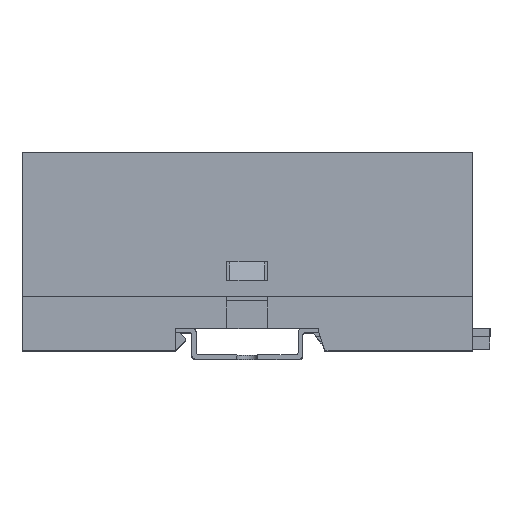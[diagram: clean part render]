
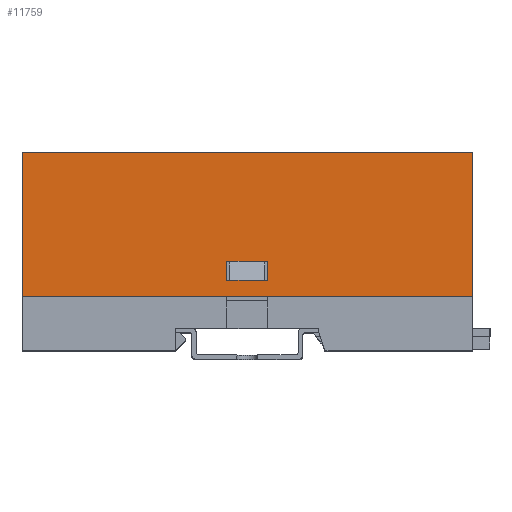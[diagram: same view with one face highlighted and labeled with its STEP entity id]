
A CAD part, top view. The second image highlights one B-rep face of the part: STEP entity #11759.
In plain terms, the highlighted face is planar.
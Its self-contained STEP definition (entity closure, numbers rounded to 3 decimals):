
#392 = VECTOR ( 'NONE', #423, 1000. ) ;
#414 = CARTESIAN_POINT ( 'NONE',  ( 5., 8.7, -35. ) ) ;
#423 = DIRECTION ( 'NONE',  ( 0., -1., 0. ) ) ;
#561 = CARTESIAN_POINT ( 'NONE',  ( -55., 35.3, -35. ) ) ;
#631 = CARTESIAN_POINT ( 'NONE',  ( 55., 35.3, -35. ) ) ;
#740 = LINE ( 'NONE', #631, #13080 ) ;
#1024 = VECTOR ( 'NONE', #1175, 1000. ) ;
#1131 = EDGE_LOOP ( 'NONE', ( #13249, #8232, #4069, #1241 ) ) ;
#1175 = DIRECTION ( 'NONE',  ( -1., 0., 0. ) ) ;
#1241 = ORIENTED_EDGE ( 'NONE', *, *, #4657, .T. ) ;
#1421 = EDGE_CURVE ( 'NONE', #7795, #11661, #10228, .T. ) ;
#1503 = VERTEX_POINT ( 'NONE', #1704 ) ;
#1697 = CARTESIAN_POINT ( 'NONE',  ( 5., 4., -35. ) ) ;
#1704 = CARTESIAN_POINT ( 'NONE',  ( 5., 4., -35. ) ) ;
#2619 = VERTEX_POINT ( 'NONE', #9551 ) ;
#2821 = CARTESIAN_POINT ( 'NONE',  ( -5., 8.7, -35. ) ) ;
#2839 = LINE ( 'NONE', #10897, #12817 ) ;
#3241 = LINE ( 'NONE', #1697, #11494 ) ;
#3608 = CARTESIAN_POINT ( 'NONE',  ( 5., 4., -35. ) ) ;
#3965 = VECTOR ( 'NONE', #4199, 1000. ) ;
#4069 = ORIENTED_EDGE ( 'NONE', *, *, #1421, .F. ) ;
#4096 = LINE ( 'NONE', #8480, #7009 ) ;
#4199 = DIRECTION ( 'NONE',  ( -1., 0., 0. ) ) ;
#4298 = CARTESIAN_POINT ( 'NONE',  ( -55., 35.3, -35. ) ) ;
#4368 = CARTESIAN_POINT ( 'NONE',  ( -5., 4., -35. ) ) ;
#4395 = EDGE_CURVE ( 'NONE', #6052, #8493, #4096, .T. ) ;
#4657 = EDGE_CURVE ( 'NONE', #7795, #5263, #740, .T. ) ;
#4677 = FACE_OUTER_BOUND ( 'NONE', #1131, .T. ) ;
#5263 = VERTEX_POINT ( 'NONE', #12195 ) ;
#5655 = DIRECTION ( 'NONE',  ( 0., 0., 1. ) ) ;
#5840 = VECTOR ( 'NONE', #10779, 1000. ) ;
#5858 = DIRECTION ( 'NONE',  ( 0., 1., 0. ) ) ;
#6052 = VERTEX_POINT ( 'NONE', #2821 ) ;
#6474 = EDGE_CURVE ( 'NONE', #8493, #1503, #3241, .T. ) ;
#7009 = VECTOR ( 'NONE', #16091, 1000. ) ;
#7226 = EDGE_CURVE ( 'NONE', #7964, #6052, #2839, .T. ) ;
#7795 = VERTEX_POINT ( 'NONE', #8332 ) ;
#7964 = VERTEX_POINT ( 'NONE', #4368 ) ;
#8130 = PLANE ( 'NONE',  #16103 ) ;
#8232 = ORIENTED_EDGE ( 'NONE', *, *, #11133, .F. ) ;
#8332 = CARTESIAN_POINT ( 'NONE',  ( 55., 35.3, -35. ) ) ;
#8480 = CARTESIAN_POINT ( 'NONE',  ( 5., 8.7, -35. ) ) ;
#8493 = VERTEX_POINT ( 'NONE', #414 ) ;
#8503 = CARTESIAN_POINT ( 'NONE',  ( -55., 0., -35. ) ) ;
#9202 = LINE ( 'NONE', #8503, #5840 ) ;
#9323 = ORIENTED_EDGE ( 'NONE', *, *, #4395, .F. ) ;
#9551 = CARTESIAN_POINT ( 'NONE',  ( -55., 0., -35. ) ) ;
#9769 = FACE_BOUND ( 'NONE', #12652, .T. ) ;
#10228 = LINE ( 'NONE', #14242, #3965 ) ;
#10779 = DIRECTION ( 'NONE',  ( -1., 0., 0. ) ) ;
#10897 = CARTESIAN_POINT ( 'NONE',  ( -5., 4., -35. ) ) ;
#11133 = EDGE_CURVE ( 'NONE', #11661, #2619, #16087, .T. ) ;
#11494 = VECTOR ( 'NONE', #15587, 1000. ) ;
#11661 = VERTEX_POINT ( 'NONE', #15356 ) ;
#11759 = ADVANCED_FACE ( 'NONE', ( #9769, #4677 ), #8130, .F. ) ;
#11941 = EDGE_CURVE ( 'NONE', #5263, #2619, #9202, .T. ) ;
#12195 = CARTESIAN_POINT ( 'NONE',  ( 55., 0., -35. ) ) ;
#12651 = ORIENTED_EDGE ( 'NONE', *, *, #7226, .F. ) ;
#12652 = EDGE_LOOP ( 'NONE', ( #9323, #12651, #15890, #14593 ) ) ;
#12817 = VECTOR ( 'NONE', #5858, 1000. ) ;
#13080 = VECTOR ( 'NONE', #15629, 1000. ) ;
#13249 = ORIENTED_EDGE ( 'NONE', *, *, #11941, .T. ) ;
#14242 = CARTESIAN_POINT ( 'NONE',  ( -55., 35.3, -35. ) ) ;
#14318 = DIRECTION ( 'NONE',  ( 1., 0., 0. ) ) ;
#14593 = ORIENTED_EDGE ( 'NONE', *, *, #6474, .F. ) ;
#15313 = LINE ( 'NONE', #3608, #1024 ) ;
#15356 = CARTESIAN_POINT ( 'NONE',  ( -55., 35.3, -35. ) ) ;
#15587 = DIRECTION ( 'NONE',  ( 0., -1., 0. ) ) ;
#15629 = DIRECTION ( 'NONE',  ( 0., -1., 0. ) ) ;
#15890 = ORIENTED_EDGE ( 'NONE', *, *, #16081, .F. ) ;
#16081 = EDGE_CURVE ( 'NONE', #1503, #7964, #15313, .T. ) ;
#16087 = LINE ( 'NONE', #4298, #392 ) ;
#16091 = DIRECTION ( 'NONE',  ( 1., 0., 0. ) ) ;
#16103 = AXIS2_PLACEMENT_3D ( 'NONE', #561, #5655, #14318 ) ;
